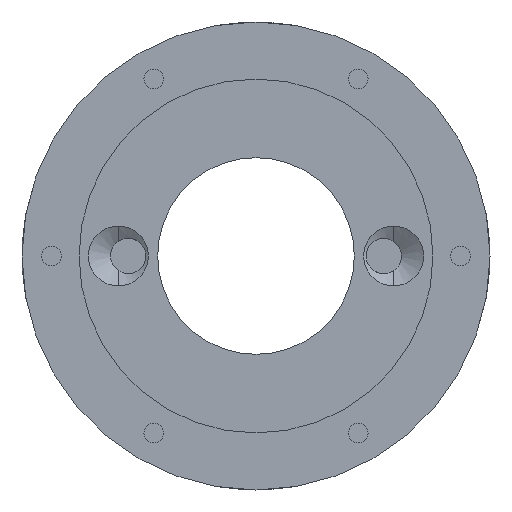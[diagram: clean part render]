
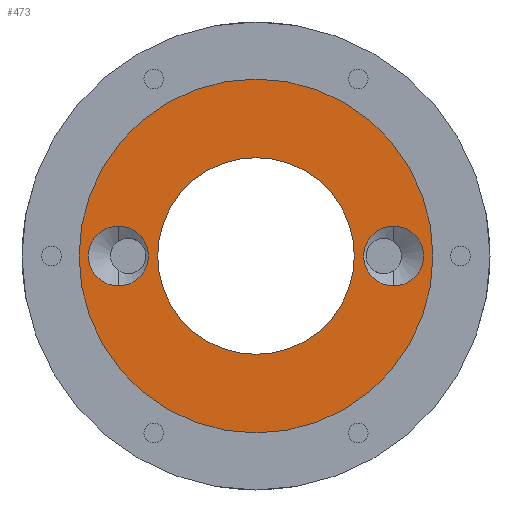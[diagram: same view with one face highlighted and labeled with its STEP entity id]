
A CAD part, left-side view. The second image highlights one B-rep face of the part: STEP entity #473.
In plain terms, the highlighted planar face has unit normal (-1, 0, 0).
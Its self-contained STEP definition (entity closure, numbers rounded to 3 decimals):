
#1 = ORIENTED_EDGE ( 'NONE', *, *, #2632, .F. ) ;
#15 = CARTESIAN_POINT ( 'NONE',  ( 0., -45., 0. ) ) ;
#84 = DIRECTION ( 'NONE',  ( -1., 0., 0. ) ) ;
#109 = CARTESIAN_POINT ( 'NONE',  ( 0., -35., 0. ) ) ;
#147 = FACE_OUTER_BOUND ( 'NONE', #842, .T. ) ;
#226 = CARTESIAN_POINT ( 'NONE',  ( 0., 0., -45. ) ) ;
#249 = CARTESIAN_POINT ( 'NONE',  ( 0., 0., 45. ) ) ;
#255 = DIRECTION ( 'NONE',  ( -1., 0., 0. ) ) ;
#370 = CARTESIAN_POINT ( 'NONE',  ( 0., 0., 0. ) ) ;
#372 = AXIS2_PLACEMENT_3D ( 'NONE', #375, #386, #651 ) ;
#375 = CARTESIAN_POINT ( 'NONE',  ( 0., -35., 0. ) ) ;
#382 = PLANE ( 'NONE',  #3006 ) ;
#383 = DIRECTION ( 'NONE',  ( 0., 0., -1. ) ) ;
#386 = DIRECTION ( 'NONE',  ( -1., 0., 0. ) ) ;
#388 = CIRCLE ( 'NONE', #2841, 7.625 ) ;
#418 = CIRCLE ( 'NONE', #2868, 45. ) ;
#473 = ADVANCED_FACE ( 'NONE', ( #808, #1640, #147, #3043 ), #382, .T. ) ;
#478 = EDGE_CURVE ( 'NONE', #2194, #2159, #1533, .T. ) ;
#587 = EDGE_CURVE ( 'NONE', #2404, #1674, #2793, .T. ) ;
#615 = DIRECTION ( 'NONE',  ( 0., 0., 1. ) ) ;
#651 = DIRECTION ( 'NONE',  ( 0., 0., -1. ) ) ;
#664 = VERTEX_POINT ( 'NONE', #1231 ) ;
#729 = ORIENTED_EDGE ( 'NONE', *, *, #3341, .F. ) ;
#777 = AXIS2_PLACEMENT_3D ( 'NONE', #109, #2191, #383 ) ;
#808 = FACE_BOUND ( 'NONE', #2373, .T. ) ;
#826 = CIRCLE ( 'NONE', #777, 7.625 ) ;
#842 = EDGE_LOOP ( 'NONE', ( #2280, #2224 ) ) ;
#1012 = EDGE_LOOP ( 'NONE', ( #1173, #1963 ) ) ;
#1094 = CARTESIAN_POINT ( 'NONE',  ( 0., 35., 0. ) ) ;
#1173 = ORIENTED_EDGE ( 'NONE', *, *, #2840, .F. ) ;
#1197 = CARTESIAN_POINT ( 'NONE',  ( 0., 0., 0. ) ) ;
#1208 = DIRECTION ( 'NONE',  ( -1., 0., 0. ) ) ;
#1231 = CARTESIAN_POINT ( 'NONE',  ( 0., 35., -7.625 ) ) ;
#1305 = EDGE_CURVE ( 'NONE', #3520, #3636, #3001, .T. ) ;
#1308 = ORIENTED_EDGE ( 'NONE', *, *, #1305, .F. ) ;
#1330 = EDGE_LOOP ( 'NONE', ( #729, #2545 ) ) ;
#1399 = DIRECTION ( 'NONE',  ( 0., 0., 1. ) ) ;
#1470 = CARTESIAN_POINT ( 'NONE',  ( 0., 35., 7.625 ) ) ;
#1501 = DIRECTION ( 'NONE',  ( 0., 0., 1. ) ) ;
#1533 = CIRCLE ( 'NONE', #2474, 45. ) ;
#1611 = AXIS2_PLACEMENT_3D ( 'NONE', #2402, #255, #2105 ) ;
#1640 = FACE_BOUND ( 'NONE', #1012, .T. ) ;
#1664 = AXIS2_PLACEMENT_3D ( 'NONE', #2934, #1208, #3198 ) ;
#1674 = VERTEX_POINT ( 'NONE', #3319 ) ;
#1676 = CARTESIAN_POINT ( 'NONE',  ( 0., 35., 0. ) ) ;
#1743 = EDGE_CURVE ( 'NONE', #664, #2248, #388, .T. ) ;
#1963 = ORIENTED_EDGE ( 'NONE', *, *, #1743, .F. ) ;
#1968 = DIRECTION ( 'NONE',  ( 0., 0., 1. ) ) ;
#2105 = DIRECTION ( 'NONE',  ( 0., 0., 1. ) ) ;
#2159 = VERTEX_POINT ( 'NONE', #226 ) ;
#2191 = DIRECTION ( 'NONE',  ( -1., 0., 0. ) ) ;
#2194 = VERTEX_POINT ( 'NONE', #249 ) ;
#2224 = ORIENTED_EDGE ( 'NONE', *, *, #3062, .T. ) ;
#2241 = CARTESIAN_POINT ( 'NONE',  ( 0., -35., 7.625 ) ) ;
#2248 = VERTEX_POINT ( 'NONE', #1470 ) ;
#2280 = ORIENTED_EDGE ( 'NONE', *, *, #478, .T. ) ;
#2288 = CARTESIAN_POINT ( 'NONE',  ( 0., -35., -7.625 ) ) ;
#2373 = EDGE_LOOP ( 'NONE', ( #1, #1308 ) ) ;
#2402 = CARTESIAN_POINT ( 'NONE',  ( 0., 0., 0. ) ) ;
#2404 = VERTEX_POINT ( 'NONE', #3700 ) ;
#2474 = AXIS2_PLACEMENT_3D ( 'NONE', #370, #84, #615 ) ;
#2545 = ORIENTED_EDGE ( 'NONE', *, *, #587, .F. ) ;
#2632 = EDGE_CURVE ( 'NONE', #3636, #3520, #826, .T. ) ;
#2793 = CIRCLE ( 'NONE', #1611, 25. ) ;
#2840 = EDGE_CURVE ( 'NONE', #2248, #664, #3266, .T. ) ;
#2841 = AXIS2_PLACEMENT_3D ( 'NONE', #1676, #3620, #1968 ) ;
#2868 = AXIS2_PLACEMENT_3D ( 'NONE', #1197, #3185, #1501 ) ;
#2934 = CARTESIAN_POINT ( 'NONE',  ( 0., 0., 0. ) ) ;
#3001 = CIRCLE ( 'NONE', #372, 7.625 ) ;
#3006 = AXIS2_PLACEMENT_3D ( 'NONE', #15, #3229, #3218 ) ;
#3043 = FACE_BOUND ( 'NONE', #1330, .T. ) ;
#3062 = EDGE_CURVE ( 'NONE', #2159, #2194, #418, .T. ) ;
#3099 = DIRECTION ( 'NONE',  ( -1., 0., 0. ) ) ;
#3185 = DIRECTION ( 'NONE',  ( -1., 0., 0. ) ) ;
#3198 = DIRECTION ( 'NONE',  ( 0., 0., 1. ) ) ;
#3218 = DIRECTION ( 'NONE',  ( 0., 0., 1. ) ) ;
#3229 = DIRECTION ( 'NONE',  ( -1., 0., 0. ) ) ;
#3266 = CIRCLE ( 'NONE', #3476, 7.625 ) ;
#3319 = CARTESIAN_POINT ( 'NONE',  ( 0., 0., 25. ) ) ;
#3341 = EDGE_CURVE ( 'NONE', #1674, #2404, #3428, .T. ) ;
#3428 = CIRCLE ( 'NONE', #1664, 25. ) ;
#3476 = AXIS2_PLACEMENT_3D ( 'NONE', #1094, #3099, #1399 ) ;
#3520 = VERTEX_POINT ( 'NONE', #2241 ) ;
#3620 = DIRECTION ( 'NONE',  ( -1., 0., 0. ) ) ;
#3636 = VERTEX_POINT ( 'NONE', #2288 ) ;
#3700 = CARTESIAN_POINT ( 'NONE',  ( 0., 0., -25. ) ) ;
